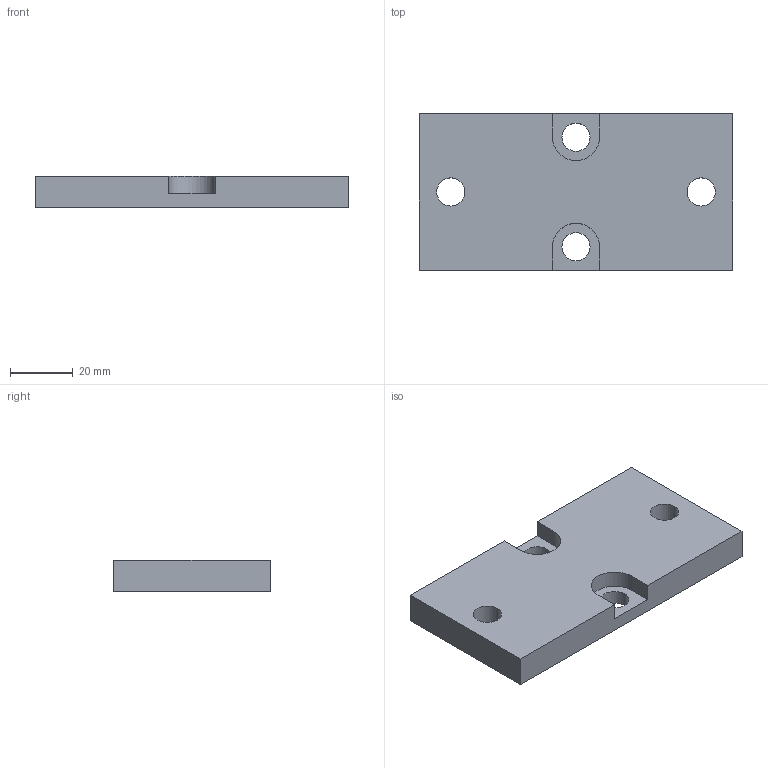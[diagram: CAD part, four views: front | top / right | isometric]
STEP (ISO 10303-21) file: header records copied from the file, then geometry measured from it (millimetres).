
FILE_DESCRIPTION(('Creo Elements/Direct Modeling STEP Export'),'2;1');
FILE_NAME('55.0235.2_Sockelplatte-MMS-55_100x50x10-(P-50-25).stp','2022-03-21T 8:07:42',(''),(''),'PTC Creo Elements/Direct Modeling STEP processor for AP214 (Solid Model)','PTC Creo Elements/Direct Modeling 19.0C 15-Aug-2015 (C) Parametric Technology GmbH','');
FILE_SCHEMA(('AUTOMOTIVE_DESIGN { 1 0 10303 214 1 1 1 1 }'));
Length unit declared in the file: millimetre
Products named in the file (1): Sockelplatte-MMS-55_100x50x10-P-50-25_55.0235.2_PX176213
Bounding box: 100 x 50 x 10 mm (x, y, z)
Volume: 45945.7 mm3; surface area: 13570.2 mm2
Topology: 1 solids, 1 shells, 22 faces, 60 edges, 40 vertices
Faces by surface type: plane 12, cylinder 10
Entity records: 702 total; most frequent: ORIENTED_EDGE 120, CARTESIAN_POINT 115, DIRECTION 110, EDGE_CURVE 60, VECTOR 40, LINE 40, VERTEX_POINT 40, AXIS2_PLACEMENT_3D 35
